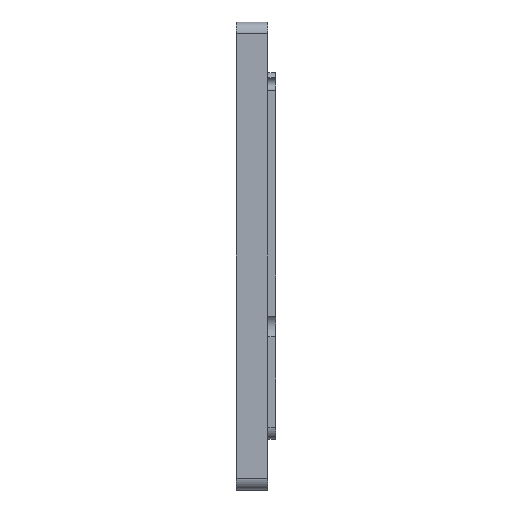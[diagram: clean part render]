
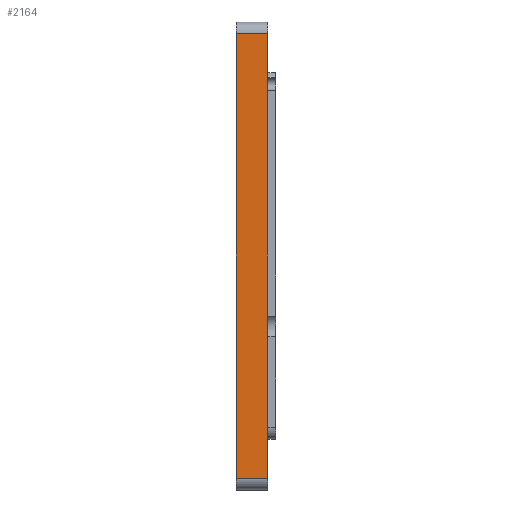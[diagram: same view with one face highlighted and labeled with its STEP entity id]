
A CAD part, left-side view. The second image highlights one B-rep face of the part: STEP entity #2164.
In plain terms, the highlighted planar face has unit normal (-1, 0, 0).
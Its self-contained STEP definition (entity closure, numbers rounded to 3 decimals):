
#127 = EDGE_CURVE ( 'NONE', #2397, #479, #930, .T. ) ;
#144 = VECTOR ( 'NONE', #940, 1000. ) ;
#187 = CARTESIAN_POINT ( 'NONE',  ( -64.825, -3., 56.825 ) ) ;
#190 = PLANE ( 'NONE',  #2102 ) ;
#205 = LINE ( 'NONE', #2449, #2537 ) ;
#319 = ORIENTED_EDGE ( 'NONE', *, *, #127, .T. ) ;
#364 = DIRECTION ( 'NONE',  ( 0., 0., -1. ) ) ;
#378 = EDGE_CURVE ( 'NONE', #2397, #2147, #205, .T. ) ;
#479 = VERTEX_POINT ( 'NONE', #1096 ) ;
#545 = CARTESIAN_POINT ( 'NONE',  ( -64.825, 5., -56.825 ) ) ;
#679 = EDGE_CURVE ( 'NONE', #2037, #479, #2020, .T. ) ;
#919 = VECTOR ( 'NONE', #364, 1000. ) ;
#930 = LINE ( 'NONE', #545, #144 ) ;
#938 = ORIENTED_EDGE ( 'NONE', *, *, #378, .F. ) ;
#940 = DIRECTION ( 'NONE',  ( 0., -1., 0. ) ) ;
#968 = ORIENTED_EDGE ( 'NONE', *, *, #679, .F. ) ;
#989 = DIRECTION ( 'NONE',  ( 0., 0., -1. ) ) ;
#1085 = EDGE_LOOP ( 'NONE', ( #968, #1154, #938, #319 ) ) ;
#1096 = CARTESIAN_POINT ( 'NONE',  ( -64.825, -3., -56.825 ) ) ;
#1154 = ORIENTED_EDGE ( 'NONE', *, *, #1869, .F. ) ;
#1211 = CARTESIAN_POINT ( 'NONE',  ( -64.825, 5., -56.825 ) ) ;
#1363 = CARTESIAN_POINT ( 'NONE',  ( -64.825, 5., 56.825 ) ) ;
#1449 = DIRECTION ( 'NONE',  ( 0., -1., 0. ) ) ;
#1483 = CARTESIAN_POINT ( 'NONE',  ( -64.825, 5., -56.825 ) ) ;
#1869 = EDGE_CURVE ( 'NONE', #2147, #2037, #2271, .T. ) ;
#1898 = CARTESIAN_POINT ( 'NONE',  ( -64.825, 5., 56.825 ) ) ;
#2020 = LINE ( 'NONE', #187, #919 ) ;
#2036 = DIRECTION ( 'NONE',  ( 1., 0., 0. ) ) ;
#2037 = VERTEX_POINT ( 'NONE', #2136 ) ;
#2102 = AXIS2_PLACEMENT_3D ( 'NONE', #1211, #2036, #989 ) ;
#2136 = CARTESIAN_POINT ( 'NONE',  ( -64.825, -3., 56.825 ) ) ;
#2147 = VERTEX_POINT ( 'NONE', #1363 ) ;
#2164 = ADVANCED_FACE ( 'NONE', ( #2203 ), #190, .F. ) ;
#2203 = FACE_OUTER_BOUND ( 'NONE', #1085, .T. ) ;
#2271 = LINE ( 'NONE', #1898, #2305 ) ;
#2305 = VECTOR ( 'NONE', #1449, 1000. ) ;
#2397 = VERTEX_POINT ( 'NONE', #1483 ) ;
#2449 = CARTESIAN_POINT ( 'NONE',  ( -64.825, 5., -56.825 ) ) ;
#2537 = VECTOR ( 'NONE', #2596, 1000. ) ;
#2596 = DIRECTION ( 'NONE',  ( 0., 0., 1. ) ) ;
